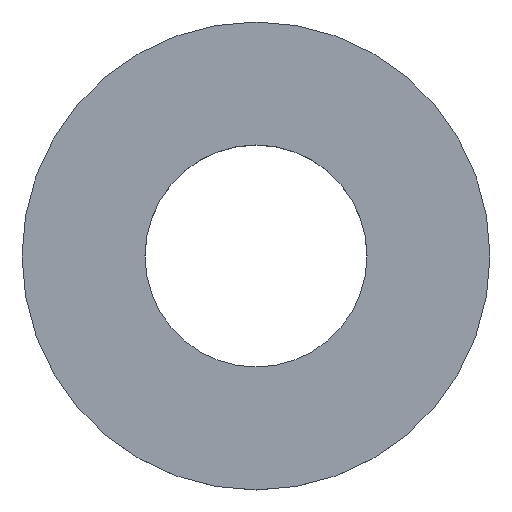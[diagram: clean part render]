
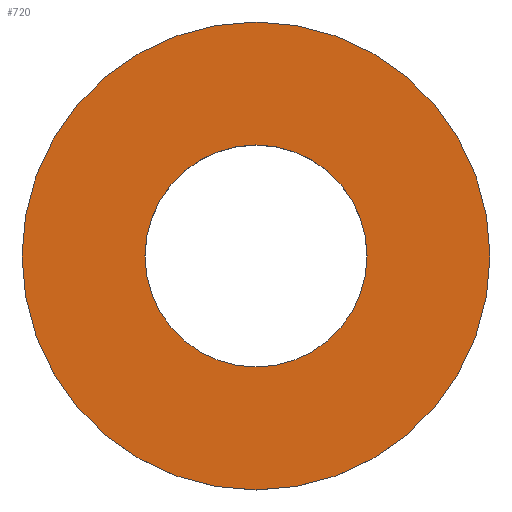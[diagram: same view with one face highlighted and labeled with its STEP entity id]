
A CAD part, top view. The second image highlights one B-rep face of the part: STEP entity #720.
In plain terms, the highlighted planar face has unit normal (0, 0, 1).
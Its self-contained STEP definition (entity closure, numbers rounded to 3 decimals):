
#69=CIRCLE('',#791,11.125);
#91=CIRCLE('',#823,23.45);
#198=ORIENTED_EDGE('',*,*,#343,.T.);
#199=ORIENTED_EDGE('',*,*,#373,.F.);
#343=EDGE_CURVE('',#441,#441,#69,.T.);
#373=EDGE_CURVE('',#454,#454,#91,.T.);
#441=VERTEX_POINT('',#1193);
#454=VERTEX_POINT('',#1246);
#599=EDGE_LOOP('',(#198));
#600=EDGE_LOOP('',(#199));
#652=FACE_BOUND('',#599,.T.);
#653=FACE_BOUND('',#600,.T.);
#686=PLANE('',#824);
#720=ADVANCED_FACE('',(#652,#653),#686,.F.);
#791=AXIS2_PLACEMENT_3D('',#1192,#942,#943);
#823=AXIS2_PLACEMENT_3D('',#1245,#1014,#1015);
#824=AXIS2_PLACEMENT_3D('',#1247,#1016,#1017);
#942=DIRECTION('',(0.,0.,-1.));
#943=DIRECTION('',(1.,0.,0.));
#1014=DIRECTION('',(0.,0.,-1.));
#1015=DIRECTION('',(1.,0.,0.));
#1016=DIRECTION('',(0.,0.,-1.));
#1017=DIRECTION('',(-1.,0.,0.));
#1192=CARTESIAN_POINT('',(0.,0.,11.65));
#1193=CARTESIAN_POINT('',(11.125,0.,11.65));
#1245=CARTESIAN_POINT('',(0.,0.,11.65));
#1246=CARTESIAN_POINT('',(23.45,0.,11.65));
#1247=CARTESIAN_POINT('',(0.,0.,11.65));
